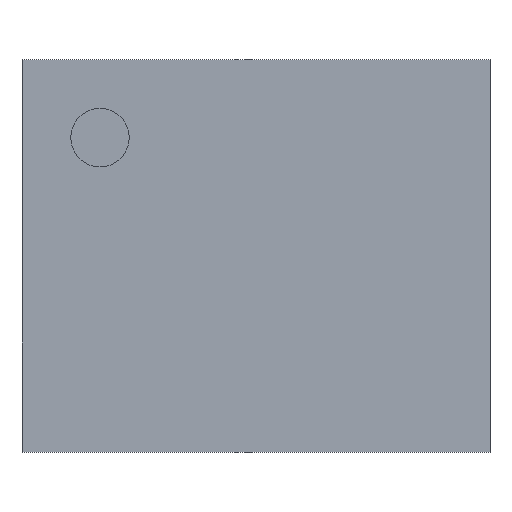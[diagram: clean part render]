
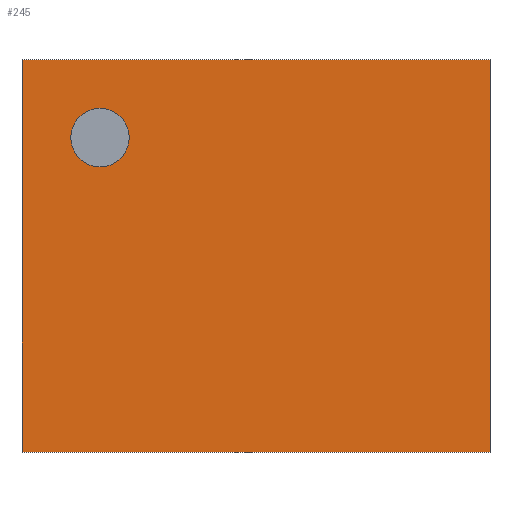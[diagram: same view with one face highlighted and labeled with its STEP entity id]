
A CAD part, top view. The second image highlights one B-rep face of the part: STEP entity #245.
In plain terms, the highlighted planar face has unit normal (0, 0, 1).
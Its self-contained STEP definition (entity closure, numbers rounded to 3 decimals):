
#181 = VERTEX_POINT('',#182);
#182 = CARTESIAN_POINT('',(0.,0.,0.86));
#197 = VERTEX_POINT('',#198);
#198 = CARTESIAN_POINT('',(0.,2.6,0.86));
#204 = EDGE_CURVE('',#181,#197,#205,.T.);
#205 = LINE('',#206,#207);
#206 = CARTESIAN_POINT('',(0.,0.,0.86));
#207 = VECTOR('',#208,1.);
#208 = DIRECTION('',(-0.,1.,0.));
#227 = EDGE_CURVE('',#181,#228,#230,.T.);
#228 = VERTEX_POINT('',#229);
#229 = CARTESIAN_POINT('',(3.1,0.,0.86));
#230 = LINE('',#231,#232);
#231 = CARTESIAN_POINT('',(0.,0.,0.86));
#232 = VECTOR('',#233,1.);
#233 = DIRECTION('',(1.,0.,-0.));
#245 = ADVANCED_FACE('',(#246,#264),#275,.T.);
#246 = FACE_BOUND('',#247,.T.);
#247 = EDGE_LOOP('',(#248,#249,#250,#258));
#248 = ORIENTED_EDGE('',*,*,#204,.F.);
#249 = ORIENTED_EDGE('',*,*,#227,.T.);
#250 = ORIENTED_EDGE('',*,*,#251,.T.);
#251 = EDGE_CURVE('',#228,#252,#254,.T.);
#252 = VERTEX_POINT('',#253);
#253 = CARTESIAN_POINT('',(3.1,2.6,0.86));
#254 = LINE('',#255,#256);
#255 = CARTESIAN_POINT('',(3.1,0.,0.86));
#256 = VECTOR('',#257,1.);
#257 = DIRECTION('',(-0.,1.,0.));
#258 = ORIENTED_EDGE('',*,*,#259,.F.);
#259 = EDGE_CURVE('',#197,#252,#260,.T.);
#260 = LINE('',#261,#262);
#261 = CARTESIAN_POINT('',(0.,2.6,0.86));
#262 = VECTOR('',#263,1.);
#263 = DIRECTION('',(1.,0.,-0.));
#264 = FACE_BOUND('',#265,.T.);
#265 = EDGE_LOOP('',(#266));
#266 = ORIENTED_EDGE('',*,*,#267,.F.);
#267 = EDGE_CURVE('',#268,#268,#270,.T.);
#268 = VERTEX_POINT('',#269);
#269 = CARTESIAN_POINT('',(0.71,2.083,0.86));
#270 = CIRCLE('',#271,0.194);
#271 = AXIS2_PLACEMENT_3D('',#272,#273,#274);
#272 = CARTESIAN_POINT('',(0.517,2.083,0.86));
#273 = DIRECTION('',(0.,0.,1.));
#274 = DIRECTION('',(1.,0.,-0.));
#275 = PLANE('',#276);
#276 = AXIS2_PLACEMENT_3D('',#277,#278,#279);
#277 = CARTESIAN_POINT('',(0.,0.,0.86));
#278 = DIRECTION('',(0.,0.,1.));
#279 = DIRECTION('',(1.,0.,-0.));
